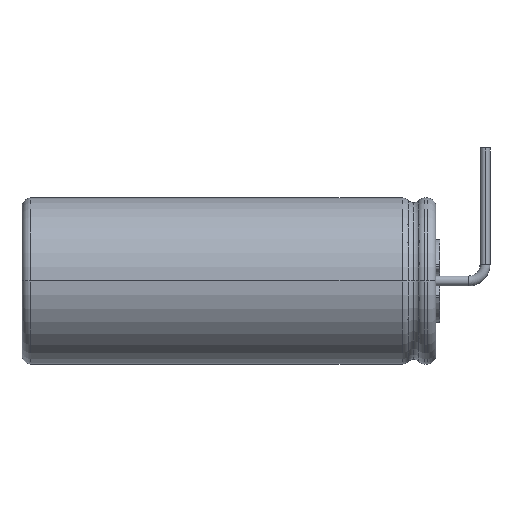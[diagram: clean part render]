
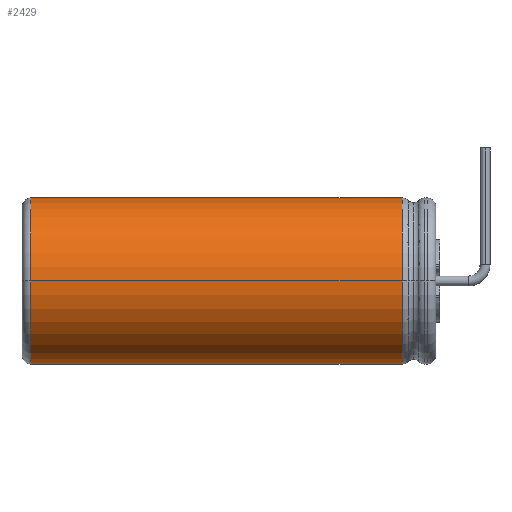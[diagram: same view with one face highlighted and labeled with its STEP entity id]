
A CAD part, left-side view. The second image highlights one B-rep face of the part: STEP entity #2429.
In plain terms, the highlighted cylindrical face has radius 5.025 mm (diameter 10.051 mm), a partial arc.
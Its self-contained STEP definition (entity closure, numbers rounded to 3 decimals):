
#416 = DIRECTION ( 'NONE',  ( 0., 1., 0. ) ) ;
#697 = LINE ( 'NONE', #973, #943 ) ;
#943 = VECTOR ( 'NONE', #4486, 1000. ) ;
#973 = CARTESIAN_POINT ( 'NONE',  ( 0., 12.922, 5.025 ) ) ;
#1007 = EDGE_LOOP ( 'NONE', ( #1474, #1145, #2280, #4266 ) ) ;
#1145 = ORIENTED_EDGE ( 'NONE', *, *, #3656, .F. ) ;
#1304 = EDGE_CURVE ( 'NONE', #4852, #3956, #3610, .T. ) ;
#1474 = ORIENTED_EDGE ( 'NONE', *, *, #1646, .T. ) ;
#1479 = LINE ( 'NONE', #2757, #1538 ) ;
#1538 = VECTOR ( 'NONE', #416, 1000. ) ;
#1606 = DIRECTION ( 'NONE',  ( 0., 1., 0. ) ) ;
#1646 = EDGE_CURVE ( 'NONE', #4885, #4630, #3184, .T. ) ;
#1851 = FACE_OUTER_BOUND ( 'NONE', #1007, .T. ) ;
#1863 = DIRECTION ( 'NONE',  ( 0., -1., 0. ) ) ;
#2280 = ORIENTED_EDGE ( 'NONE', *, *, #1304, .F. ) ;
#2309 = AXIS2_PLACEMENT_3D ( 'NONE', #2392, #1606, #3532 ) ;
#2392 = CARTESIAN_POINT ( 'NONE',  ( 0., 12.922, 0. ) ) ;
#2429 = ADVANCED_FACE ( 'NONE', ( #1851 ), #2533, .T. ) ;
#2533 = CYLINDRICAL_SURFACE ( 'NONE', #2309, 5.025 ) ;
#2605 = CARTESIAN_POINT ( 'NONE',  ( 0., 2.52, -5.025 ) ) ;
#2757 = CARTESIAN_POINT ( 'NONE',  ( 0., 12.922, -5.025 ) ) ;
#2979 = EDGE_CURVE ( 'NONE', #4885, #4852, #697, .T. ) ;
#3134 = DIRECTION ( 'NONE',  ( 0., -1., 0. ) ) ;
#3184 = CIRCLE ( 'NONE', #4749, 5.025 ) ;
#3299 = CARTESIAN_POINT ( 'NONE',  ( 0., 2.52, 5.025 ) ) ;
#3523 = DIRECTION ( 'NONE',  ( 1., 0., 0. ) ) ;
#3532 = DIRECTION ( 'NONE',  ( 1., 0., 0. ) ) ;
#3610 = CIRCLE ( 'NONE', #4683, 5.025 ) ;
#3630 = CARTESIAN_POINT ( 'NONE',  ( 0., 25., -5.025 ) ) ;
#3656 = EDGE_CURVE ( 'NONE', #3956, #4630, #1479, .T. ) ;
#3777 = DIRECTION ( 'NONE',  ( 1., 0., 0. ) ) ;
#3898 = CARTESIAN_POINT ( 'NONE',  ( 0., 25., 0. ) ) ;
#3956 = VERTEX_POINT ( 'NONE', #2605 ) ;
#4266 = ORIENTED_EDGE ( 'NONE', *, *, #2979, .F. ) ;
#4479 = CARTESIAN_POINT ( 'NONE',  ( 0., 25., 5.025 ) ) ;
#4486 = DIRECTION ( 'NONE',  ( 0., -1., 0. ) ) ;
#4630 = VERTEX_POINT ( 'NONE', #3630 ) ;
#4683 = AXIS2_PLACEMENT_3D ( 'NONE', #5019, #1863, #3777 ) ;
#4749 = AXIS2_PLACEMENT_3D ( 'NONE', #3898, #3134, #3523 ) ;
#4852 = VERTEX_POINT ( 'NONE', #3299 ) ;
#4885 = VERTEX_POINT ( 'NONE', #4479 ) ;
#5019 = CARTESIAN_POINT ( 'NONE',  ( 0., 2.52, 0. ) ) ;
